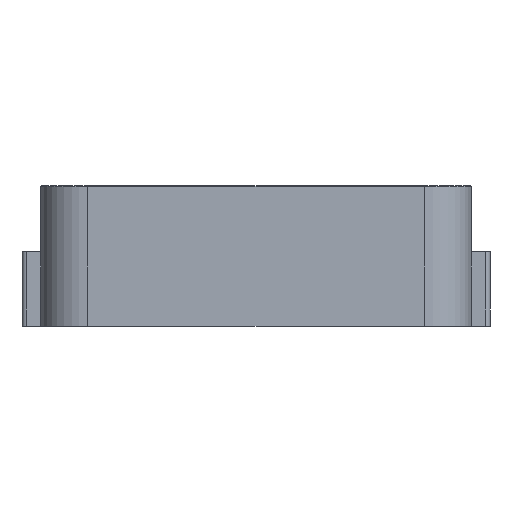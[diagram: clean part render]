
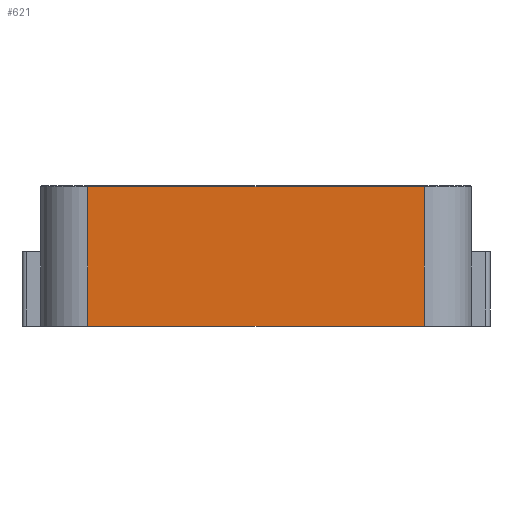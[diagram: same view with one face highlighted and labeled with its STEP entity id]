
A CAD part, front view. The second image highlights one B-rep face of the part: STEP entity #621.
In plain terms, the highlighted planar face has unit normal (0, -1, 0).
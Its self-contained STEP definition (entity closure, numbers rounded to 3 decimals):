
#80 = CYLINDRICAL_SURFACE('',#81,0.5);
#81 = AXIS2_PLACEMENT_3D('',#82,#83,#84);
#82 = CARTESIAN_POINT('',(-1.8,-1.55,0.));
#83 = DIRECTION('',(0.,0.,1.));
#84 = DIRECTION('',(-1.,-0.,0.));
#108 = PLANE('',#109);
#109 = AXIS2_PLACEMENT_3D('',#110,#111,#112);
#110 = CARTESIAN_POINT('',(-2.3,-2.05,0.));
#111 = DIRECTION('',(0.,0.,1.));
#112 = DIRECTION('',(1.,0.,0.));
#179 = VERTEX_POINT('',#180);
#180 = CARTESIAN_POINT('',(-1.8,-2.05,0.));
#202 = EDGE_CURVE('',#179,#203,#205,.T.);
#203 = VERTEX_POINT('',#204);
#204 = CARTESIAN_POINT('',(-1.8,-2.05,1.49));
#205 = SURFACE_CURVE('',#206,(#210,#217),.PCURVE_S1.);
#206 = LINE('',#207,#208);
#207 = CARTESIAN_POINT('',(-1.8,-2.05,0.));
#208 = VECTOR('',#209,1.);
#209 = DIRECTION('',(0.,0.,1.));
#210 = PCURVE('',#80,#211);
#211 = DEFINITIONAL_REPRESENTATION('',(#212),#216);
#212 = LINE('',#213,#214);
#213 = CARTESIAN_POINT('',(1.571,0.));
#214 = VECTOR('',#215,1.);
#215 = DIRECTION('',(0.,1.));
#216 = ( GEOMETRIC_REPRESENTATION_CONTEXT(2) 
PARAMETRIC_REPRESENTATION_CONTEXT() REPRESENTATION_CONTEXT('2D SPACE',''
  ) );
#217 = PCURVE('',#218,#223);
#218 = PLANE('',#219);
#219 = AXIS2_PLACEMENT_3D('',#220,#221,#222);
#220 = CARTESIAN_POINT('',(-2.3,-2.05,0.));
#221 = DIRECTION('',(0.,1.,0.));
#222 = DIRECTION('',(0.,0.,1.));
#223 = DEFINITIONAL_REPRESENTATION('',(#224),#228);
#224 = LINE('',#225,#226);
#225 = CARTESIAN_POINT('',(0.,0.5));
#226 = VECTOR('',#227,1.);
#227 = DIRECTION('',(1.,0.));
#228 = ( GEOMETRIC_REPRESENTATION_CONTEXT(2) 
PARAMETRIC_REPRESENTATION_CONTEXT() REPRESENTATION_CONTEXT('2D SPACE',''
  ) );
#345 = EDGE_CURVE('',#179,#346,#348,.T.);
#346 = VERTEX_POINT('',#347);
#347 = CARTESIAN_POINT('',(1.8,-2.05,0.));
#348 = SURFACE_CURVE('',#349,(#353,#360),.PCURVE_S1.);
#349 = LINE('',#350,#351);
#350 = CARTESIAN_POINT('',(-2.3,-2.05,0.));
#351 = VECTOR('',#352,1.);
#352 = DIRECTION('',(1.,0.,0.));
#353 = PCURVE('',#108,#354);
#354 = DEFINITIONAL_REPRESENTATION('',(#355),#359);
#355 = LINE('',#356,#357);
#356 = CARTESIAN_POINT('',(0.,0.));
#357 = VECTOR('',#358,1.);
#358 = DIRECTION('',(1.,0.));
#359 = ( GEOMETRIC_REPRESENTATION_CONTEXT(2) 
PARAMETRIC_REPRESENTATION_CONTEXT() REPRESENTATION_CONTEXT('2D SPACE',''
  ) );
#360 = PCURVE('',#218,#361);
#361 = DEFINITIONAL_REPRESENTATION('',(#362),#366);
#362 = LINE('',#363,#364);
#363 = CARTESIAN_POINT('',(0.,0.));
#364 = VECTOR('',#365,1.);
#365 = DIRECTION('',(0.,1.));
#366 = ( GEOMETRIC_REPRESENTATION_CONTEXT(2) 
PARAMETRIC_REPRESENTATION_CONTEXT() REPRESENTATION_CONTEXT('2D SPACE',''
  ) );
#389 = CYLINDRICAL_SURFACE('',#390,0.5);
#390 = AXIS2_PLACEMENT_3D('',#391,#392,#393);
#391 = CARTESIAN_POINT('',(1.8,-1.55,0.));
#392 = DIRECTION('',(0.,0.,1.));
#393 = DIRECTION('',(1.,0.,-0.));
#582 = CYLINDRICAL_SURFACE('',#583,0.01);
#583 = AXIS2_PLACEMENT_3D('',#584,#585,#586);
#584 = CARTESIAN_POINT('',(1.8,-2.04,1.49));
#585 = DIRECTION('',(-1.,-0.,-0.));
#586 = DIRECTION('',(0.,-1.,0.));
#621 = ADVANCED_FACE('',(#622),#218,.F.);
#622 = FACE_BOUND('',#623,.F.);
#623 = EDGE_LOOP('',(#624,#625,#648,#669));
#624 = ORIENTED_EDGE('',*,*,#202,.T.);
#625 = ORIENTED_EDGE('',*,*,#626,.F.);
#626 = EDGE_CURVE('',#627,#203,#629,.T.);
#627 = VERTEX_POINT('',#628);
#628 = CARTESIAN_POINT('',(1.8,-2.05,1.49));
#629 = SURFACE_CURVE('',#630,(#634,#641),.PCURVE_S1.);
#630 = LINE('',#631,#632);
#631 = CARTESIAN_POINT('',(1.8,-2.05,1.49));
#632 = VECTOR('',#633,1.);
#633 = DIRECTION('',(-1.,-0.,-0.));
#634 = PCURVE('',#218,#635);
#635 = DEFINITIONAL_REPRESENTATION('',(#636),#640);
#636 = LINE('',#637,#638);
#637 = CARTESIAN_POINT('',(1.49,4.1));
#638 = VECTOR('',#639,1.);
#639 = DIRECTION('',(0.,-1.));
#640 = ( GEOMETRIC_REPRESENTATION_CONTEXT(2) 
PARAMETRIC_REPRESENTATION_CONTEXT() REPRESENTATION_CONTEXT('2D SPACE',''
  ) );
#641 = PCURVE('',#582,#642);
#642 = DEFINITIONAL_REPRESENTATION('',(#643),#647);
#643 = LINE('',#644,#645);
#644 = CARTESIAN_POINT('',(0.,0.));
#645 = VECTOR('',#646,1.);
#646 = DIRECTION('',(0.,1.));
#647 = ( GEOMETRIC_REPRESENTATION_CONTEXT(2) 
PARAMETRIC_REPRESENTATION_CONTEXT() REPRESENTATION_CONTEXT('2D SPACE',''
  ) );
#648 = ORIENTED_EDGE('',*,*,#649,.F.);
#649 = EDGE_CURVE('',#346,#627,#650,.T.);
#650 = SURFACE_CURVE('',#651,(#655,#662),.PCURVE_S1.);
#651 = LINE('',#652,#653);
#652 = CARTESIAN_POINT('',(1.8,-2.05,0.));
#653 = VECTOR('',#654,1.);
#654 = DIRECTION('',(0.,0.,1.));
#655 = PCURVE('',#218,#656);
#656 = DEFINITIONAL_REPRESENTATION('',(#657),#661);
#657 = LINE('',#658,#659);
#658 = CARTESIAN_POINT('',(0.,4.1));
#659 = VECTOR('',#660,1.);
#660 = DIRECTION('',(1.,0.));
#661 = ( GEOMETRIC_REPRESENTATION_CONTEXT(2) 
PARAMETRIC_REPRESENTATION_CONTEXT() REPRESENTATION_CONTEXT('2D SPACE',''
  ) );
#662 = PCURVE('',#389,#663);
#663 = DEFINITIONAL_REPRESENTATION('',(#664),#668);
#664 = LINE('',#665,#666);
#665 = CARTESIAN_POINT('',(-1.571,0.));
#666 = VECTOR('',#667,1.);
#667 = DIRECTION('',(-0.,1.));
#668 = ( GEOMETRIC_REPRESENTATION_CONTEXT(2) 
PARAMETRIC_REPRESENTATION_CONTEXT() REPRESENTATION_CONTEXT('2D SPACE',''
  ) );
#669 = ORIENTED_EDGE('',*,*,#345,.F.);
